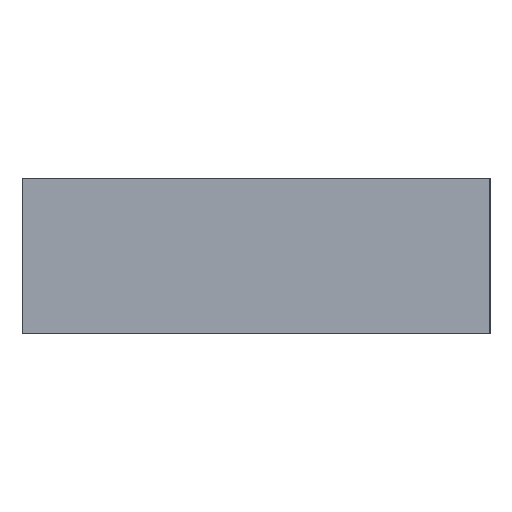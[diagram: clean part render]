
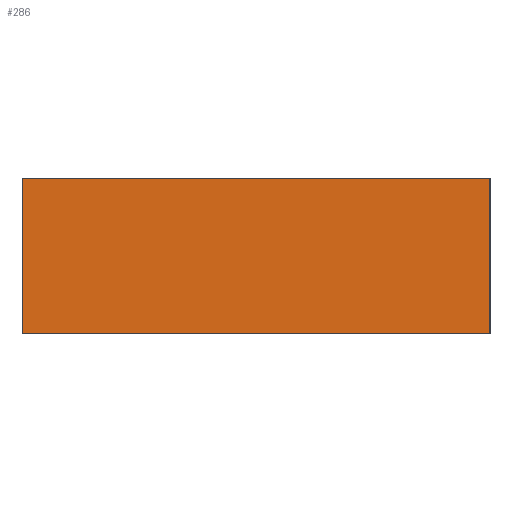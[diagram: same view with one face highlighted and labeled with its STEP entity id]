
A CAD part, left-side view. The second image highlights one B-rep face of the part: STEP entity #286.
In plain terms, the highlighted planar face has unit normal (-1, 0, 0).
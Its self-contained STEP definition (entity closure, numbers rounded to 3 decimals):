
#64=FACE_OUTER_BOUND('',#86,.T.);
#86=EDGE_LOOP('',(#243,#244,#245,#246));
#102=LINE('',#426,#122);
#111=LINE('',#478,#131);
#112=LINE('',#479,#132);
#113=LINE('',#480,#133);
#122=VECTOR('',#342,10.);
#131=VECTOR('',#401,10.);
#132=VECTOR('',#402,10.);
#133=VECTOR('',#403,10.);
#139=VERTEX_POINT('',#419);
#142=VERTEX_POINT('',#424);
#159=VERTEX_POINT('',#476);
#160=VERTEX_POINT('',#477);
#166=EDGE_CURVE('',#142,#139,#102,.T.);
#191=EDGE_CURVE('',#159,#160,#111,.T.);
#192=EDGE_CURVE('',#159,#139,#112,.T.);
#193=EDGE_CURVE('',#160,#142,#113,.T.);
#243=ORIENTED_EDGE('',*,*,#191,.F.);
#244=ORIENTED_EDGE('',*,*,#192,.T.);
#245=ORIENTED_EDGE('',*,*,#166,.F.);
#246=ORIENTED_EDGE('',*,*,#193,.F.);
#272=PLANE('',#330);
#286=ADVANCED_FACE('',(#64),#272,.T.);
#330=AXIS2_PLACEMENT_3D('',#475,#399,#400);
#342=DIRECTION('',(0.,-1.,0.));
#399=DIRECTION('center_axis',(-1.,0.,0.));
#400=DIRECTION('ref_axis',(0.,-1.,0.));
#401=DIRECTION('',(0.,1.,0.));
#402=DIRECTION('',(0.,0.,1.));
#403=DIRECTION('',(0.,0.,1.));
#419=CARTESIAN_POINT('',(-100.,25.,76.072));
#424=CARTESIAN_POINT('',(-100.,37.,76.072));
#426=CARTESIAN_POINT('',(-100.,25.,76.072));
#475=CARTESIAN_POINT('Origin',(-100.,37.,72.072));
#476=CARTESIAN_POINT('',(-100.,25.,72.072));
#477=CARTESIAN_POINT('',(-100.,37.,72.072));
#478=CARTESIAN_POINT('',(-100.,25.,72.072));
#479=CARTESIAN_POINT('',(-100.,25.,72.072));
#480=CARTESIAN_POINT('',(-100.,37.,72.072));
